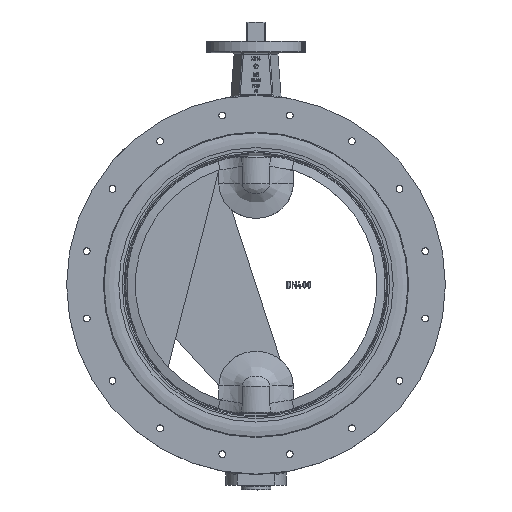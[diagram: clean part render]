
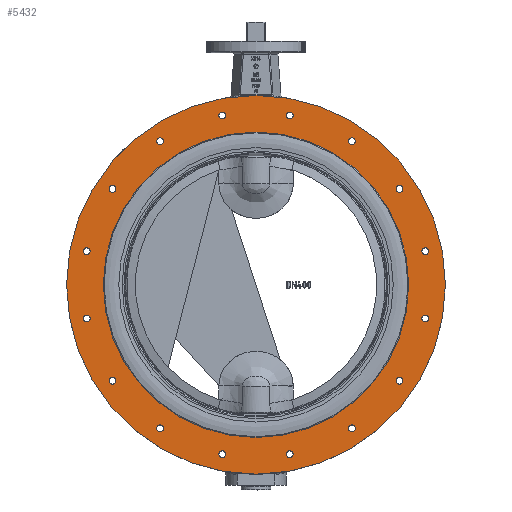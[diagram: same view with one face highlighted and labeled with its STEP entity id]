
A CAD part, top view. The second image highlights one B-rep face of the part: STEP entity #5432.
In plain terms, the highlighted planar face has unit normal (0, 0, 1).
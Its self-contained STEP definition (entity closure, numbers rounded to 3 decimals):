
#4497=CARTESIAN_POINT('',(-227.75,0.,37.5));
#4498=VERTEX_POINT('',#4497);
#4499=CARTESIAN_POINT('',(0.,0.,37.5));
#4500=DIRECTION('',(0.0,0.0,-1.0));
#4501=DIRECTION('',(-1.0,0.0,0.0));
#4502=AXIS2_PLACEMENT_3D('',#4499,#4500,#4501);
#4503=CIRCLE('',#4502,227.75);
#4504=EDGE_CURVE('',#4498,#4498,#4503,.T.);
#4726=CARTESIAN_POINT('',(-138.006,-214.103,37.5));
#4727=VERTEX_POINT('',#4726);
#4728=CARTESIAN_POINT('',(-143.059,-214.103,37.5));
#4729=DIRECTION('',(0.0,0.0,-1.0));
#4730=DIRECTION('',(1.0,0.0,0.0));
#4731=AXIS2_PLACEMENT_3D('',#4728,#4729,#4730);
#4732=CIRCLE('',#4731,5.053);
#4733=EDGE_CURVE('',#4727,#4727,#4732,.T.);
#4754=CARTESIAN_POINT('',(-45.183,-252.552,37.5));
#4755=VERTEX_POINT('',#4754);
#4756=CARTESIAN_POINT('',(-50.236,-252.552,37.5));
#4757=DIRECTION('',(0.0,0.0,-1.0));
#4758=DIRECTION('',(1.0,0.0,0.0));
#4759=AXIS2_PLACEMENT_3D('',#4756,#4757,#4758);
#4760=CIRCLE('',#4759,5.053);
#4761=EDGE_CURVE('',#4755,#4755,#4760,.T.);
#4782=CARTESIAN_POINT('',(148.112,214.103,37.5));
#4783=VERTEX_POINT('',#4782);
#4784=CARTESIAN_POINT('',(143.059,214.103,37.5));
#4785=DIRECTION('',(0.0,0.0,-1.0));
#4786=DIRECTION('',(1.0,0.0,0.0));
#4787=AXIS2_PLACEMENT_3D('',#4784,#4785,#4786);
#4788=CIRCLE('',#4787,5.053);
#4789=EDGE_CURVE('',#4783,#4783,#4788,.T.);
#4810=CARTESIAN_POINT('',(55.289,252.552,37.5));
#4811=VERTEX_POINT('',#4810);
#4812=CARTESIAN_POINT('',(50.236,252.552,37.5));
#4813=DIRECTION('',(0.0,0.0,-1.0));
#4814=DIRECTION('',(1.0,0.0,0.0));
#4815=AXIS2_PLACEMENT_3D('',#4812,#4813,#4814);
#4816=CIRCLE('',#4815,5.053);
#4817=EDGE_CURVE('',#4811,#4811,#4816,.T.);
#4838=CARTESIAN_POINT('',(257.605,-50.236,37.5));
#4839=VERTEX_POINT('',#4838);
#4840=CARTESIAN_POINT('',(252.552,-50.236,37.5));
#4841=DIRECTION('',(0.0,0.0,-1.0));
#4842=DIRECTION('',(1.0,0.0,0.0));
#4843=AXIS2_PLACEMENT_3D('',#4840,#4841,#4842);
#4844=CIRCLE('',#4843,5.053);
#4845=EDGE_CURVE('',#4839,#4839,#4844,.T.);
#4866=CARTESIAN_POINT('',(219.156,-143.059,37.5));
#4867=VERTEX_POINT('',#4866);
#4868=CARTESIAN_POINT('',(214.103,-143.059,37.5));
#4869=DIRECTION('',(0.0,0.0,-1.0));
#4870=DIRECTION('',(1.0,0.0,0.0));
#4871=AXIS2_PLACEMENT_3D('',#4868,#4869,#4870);
#4872=CIRCLE('',#4871,5.053);
#4873=EDGE_CURVE('',#4867,#4867,#4872,.T.);
#4894=CARTESIAN_POINT('',(148.112,-214.103,37.5));
#4895=VERTEX_POINT('',#4894);
#4896=CARTESIAN_POINT('',(143.059,-214.103,37.5));
#4897=DIRECTION('',(0.0,0.0,-1.0));
#4898=DIRECTION('',(1.0,0.0,0.0));
#4899=AXIS2_PLACEMENT_3D('',#4896,#4897,#4898);
#4900=CIRCLE('',#4899,5.053);
#4901=EDGE_CURVE('',#4895,#4895,#4900,.T.);
#4922=CARTESIAN_POINT('',(55.289,-252.552,37.5));
#4923=VERTEX_POINT('',#4922);
#4924=CARTESIAN_POINT('',(50.236,-252.552,37.5));
#4925=DIRECTION('',(0.0,0.0,-1.0));
#4926=DIRECTION('',(1.0,0.0,0.0));
#4927=AXIS2_PLACEMENT_3D('',#4924,#4925,#4926);
#4928=CIRCLE('',#4927,5.053);
#4929=EDGE_CURVE('',#4923,#4923,#4928,.T.);
#4950=CARTESIAN_POINT('',(-209.05,-143.059,37.5));
#4951=VERTEX_POINT('',#4950);
#4952=CARTESIAN_POINT('',(-214.103,-143.059,37.5));
#4953=DIRECTION('',(0.0,0.0,-1.0));
#4954=DIRECTION('',(1.0,0.0,0.0));
#4955=AXIS2_PLACEMENT_3D('',#4952,#4953,#4954);
#4956=CIRCLE('',#4955,5.053);
#4957=EDGE_CURVE('',#4951,#4951,#4956,.T.);
#4978=CARTESIAN_POINT('',(-247.499,-50.236,37.5));
#4979=VERTEX_POINT('',#4978);
#4980=CARTESIAN_POINT('',(-252.552,-50.236,37.5));
#4981=DIRECTION('',(0.0,0.0,-1.0));
#4982=DIRECTION('',(1.0,0.0,0.0));
#4983=AXIS2_PLACEMENT_3D('',#4980,#4981,#4982);
#4984=CIRCLE('',#4983,5.053);
#4985=EDGE_CURVE('',#4979,#4979,#4984,.T.);
#5006=CARTESIAN_POINT('',(-247.499,50.236,37.5));
#5007=VERTEX_POINT('',#5006);
#5008=CARTESIAN_POINT('',(-252.552,50.236,37.5));
#5009=DIRECTION('',(0.0,0.0,-1.0));
#5010=DIRECTION('',(1.0,0.0,0.0));
#5011=AXIS2_PLACEMENT_3D('',#5008,#5009,#5010);
#5012=CIRCLE('',#5011,5.053);
#5013=EDGE_CURVE('',#5007,#5007,#5012,.T.);
#5034=CARTESIAN_POINT('',(-209.05,143.059,37.5));
#5035=VERTEX_POINT('',#5034);
#5036=CARTESIAN_POINT('',(-214.103,143.059,37.5));
#5037=DIRECTION('',(0.0,0.0,-1.0));
#5038=DIRECTION('',(1.0,0.0,0.0));
#5039=AXIS2_PLACEMENT_3D('',#5036,#5037,#5038);
#5040=CIRCLE('',#5039,5.053);
#5041=EDGE_CURVE('',#5035,#5035,#5040,.T.);
#5062=CARTESIAN_POINT('',(-138.006,214.103,37.5));
#5063=VERTEX_POINT('',#5062);
#5064=CARTESIAN_POINT('',(-143.059,214.103,37.5));
#5065=DIRECTION('',(0.0,0.0,-1.0));
#5066=DIRECTION('',(1.0,0.0,0.0));
#5067=AXIS2_PLACEMENT_3D('',#5064,#5065,#5066);
#5068=CIRCLE('',#5067,5.053);
#5069=EDGE_CURVE('',#5063,#5063,#5068,.T.);
#5090=CARTESIAN_POINT('',(-45.183,252.552,37.5));
#5091=VERTEX_POINT('',#5090);
#5092=CARTESIAN_POINT('',(-50.236,252.552,37.5));
#5093=DIRECTION('',(0.0,0.0,-1.0));
#5094=DIRECTION('',(1.0,0.0,0.0));
#5095=AXIS2_PLACEMENT_3D('',#5092,#5093,#5094);
#5096=CIRCLE('',#5095,5.053);
#5097=EDGE_CURVE('',#5091,#5091,#5096,.T.);
#5118=CARTESIAN_POINT('',(219.156,143.059,37.5));
#5119=VERTEX_POINT('',#5118);
#5120=CARTESIAN_POINT('',(214.103,143.059,37.5));
#5121=DIRECTION('',(0.0,0.0,-1.0));
#5122=DIRECTION('',(1.0,0.0,0.0));
#5123=AXIS2_PLACEMENT_3D('',#5120,#5121,#5122);
#5124=CIRCLE('',#5123,5.053);
#5125=EDGE_CURVE('',#5119,#5119,#5124,.T.);
#5146=CARTESIAN_POINT('',(257.605,50.236,37.5));
#5147=VERTEX_POINT('',#5146);
#5148=CARTESIAN_POINT('',(252.552,50.236,37.5));
#5149=DIRECTION('',(0.0,0.0,-1.0));
#5150=DIRECTION('',(1.0,0.0,0.0));
#5151=AXIS2_PLACEMENT_3D('',#5148,#5149,#5150);
#5152=CIRCLE('',#5151,5.053);
#5153=EDGE_CURVE('',#5147,#5147,#5152,.T.);
#5365=CARTESIAN_POINT('',(0.,291.316,37.5));
#5366=DIRECTION('',(0.0,0.0,-1.0));
#5367=DIRECTION('',(-1.0,0.0,0.0));
#5368=AXIS2_PLACEMENT_3D('',#5365,#5366,#5367);
#5369=PLANE('',#5368);
#5370=CARTESIAN_POINT('',(282.5,0.,37.5));
#5371=VERTEX_POINT('',#5370);
#5372=CARTESIAN_POINT('',(0.,0.,37.5));
#5373=DIRECTION('',(0.0,0.0,-1.0));
#5374=DIRECTION('',(-1.0,0.0,0.0));
#5375=AXIS2_PLACEMENT_3D('',#5372,#5373,#5374);
#5376=CIRCLE('',#5375,282.5);
#5377=EDGE_CURVE('',#5371,#5371,#5376,.T.);
#5378=ORIENTED_EDGE('',*,*,#5377,.F.);
#5379=EDGE_LOOP('',(#5378));
#5380=FACE_OUTER_BOUND('',#5379,.T.);
#5381=ORIENTED_EDGE('',*,*,#4733,.T.);
#5382=EDGE_LOOP('',(#5381));
#5383=FACE_BOUND('',#5382,.T.);
#5384=ORIENTED_EDGE('',*,*,#4761,.T.);
#5385=EDGE_LOOP('',(#5384));
#5386=FACE_BOUND('',#5385,.T.);
#5387=ORIENTED_EDGE('',*,*,#4789,.T.);
#5388=EDGE_LOOP('',(#5387));
#5389=FACE_BOUND('',#5388,.T.);
#5390=ORIENTED_EDGE('',*,*,#4817,.T.);
#5391=EDGE_LOOP('',(#5390));
#5392=FACE_BOUND('',#5391,.T.);
#5393=ORIENTED_EDGE('',*,*,#4845,.T.);
#5394=EDGE_LOOP('',(#5393));
#5395=FACE_BOUND('',#5394,.T.);
#5396=ORIENTED_EDGE('',*,*,#4873,.T.);
#5397=EDGE_LOOP('',(#5396));
#5398=FACE_BOUND('',#5397,.T.);
#5399=ORIENTED_EDGE('',*,*,#4901,.T.);
#5400=EDGE_LOOP('',(#5399));
#5401=FACE_BOUND('',#5400,.T.);
#5402=ORIENTED_EDGE('',*,*,#4929,.T.);
#5403=EDGE_LOOP('',(#5402));
#5404=FACE_BOUND('',#5403,.T.);
#5405=ORIENTED_EDGE('',*,*,#4957,.T.);
#5406=EDGE_LOOP('',(#5405));
#5407=FACE_BOUND('',#5406,.T.);
#5408=ORIENTED_EDGE('',*,*,#4985,.T.);
#5409=EDGE_LOOP('',(#5408));
#5410=FACE_BOUND('',#5409,.T.);
#5411=ORIENTED_EDGE('',*,*,#5013,.T.);
#5412=EDGE_LOOP('',(#5411));
#5413=FACE_BOUND('',#5412,.T.);
#5414=ORIENTED_EDGE('',*,*,#5041,.T.);
#5415=EDGE_LOOP('',(#5414));
#5416=FACE_BOUND('',#5415,.T.);
#5417=ORIENTED_EDGE('',*,*,#5069,.T.);
#5418=EDGE_LOOP('',(#5417));
#5419=FACE_BOUND('',#5418,.T.);
#5420=ORIENTED_EDGE('',*,*,#5097,.T.);
#5421=EDGE_LOOP('',(#5420));
#5422=FACE_BOUND('',#5421,.T.);
#5423=ORIENTED_EDGE('',*,*,#5125,.T.);
#5424=EDGE_LOOP('',(#5423));
#5425=FACE_BOUND('',#5424,.T.);
#5426=ORIENTED_EDGE('',*,*,#5153,.T.);
#5427=EDGE_LOOP('',(#5426));
#5428=FACE_BOUND('',#5427,.T.);
#5429=ORIENTED_EDGE('',*,*,#4504,.T.);
#5430=EDGE_LOOP('',(#5429));
#5431=FACE_BOUND('',#5430,.T.);
#5432=ADVANCED_FACE('',(#5380,#5383,#5386,#5389,#5392,#5395,#5398,#5401,#5404,#5407,#5410,#5413,#5416,#5419,#5422,#5425,#5428,#5431),#5369,.F.);
